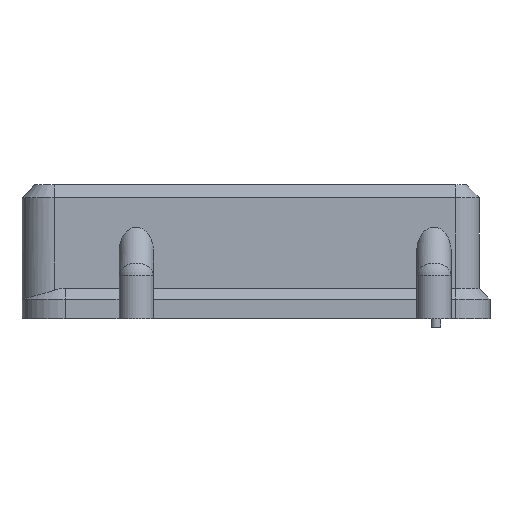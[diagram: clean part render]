
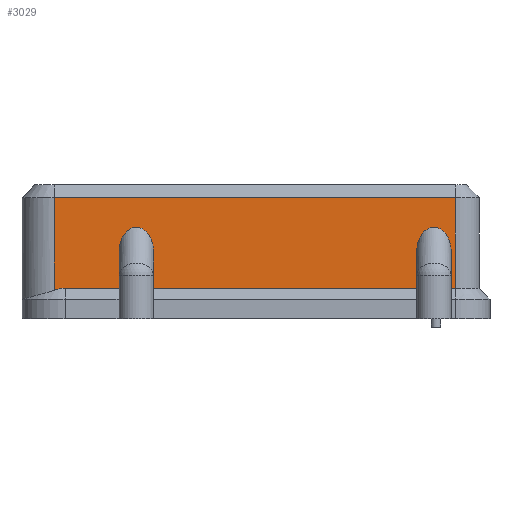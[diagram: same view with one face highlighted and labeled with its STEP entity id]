
A CAD part, left-side view. The second image highlights one B-rep face of the part: STEP entity #3029.
In plain terms, the highlighted planar face has unit normal (-1, 0, 0).
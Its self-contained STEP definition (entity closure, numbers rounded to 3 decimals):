
#33=ELLIPSE('',#3247,5.657,4.);
#34=ELLIPSE('',#3248,5.657,4.);
#41=(
BOUNDED_CURVE()
B_SPLINE_CURVE(2,(#4316,#4317,#4318),.UNSPECIFIED.,.F.,.F.)
B_SPLINE_CURVE_WITH_KNOTS((3,3),(1.078,1.478),
 .UNSPECIFIED.)
CURVE()
GEOMETRIC_REPRESENTATION_ITEM()
RATIONAL_B_SPLINE_CURVE((1.46,1.498,1.5))
REPRESENTATION_ITEM('')
);
#123=PLANE('',#3246);
#247=FACE_OUTER_BOUND('',#424,.T.);
#424=EDGE_LOOP('',(#2203,#2204,#2205,#2206,#2207,#2208,#2209,#2210,#2211,
#2212,#2213,#2214,#2215));
#603=LINE('',#4396,#927);
#610=LINE('',#4411,#934);
#631=LINE('',#4466,#955);
#647=LINE('',#4512,#971);
#648=LINE('',#4514,#972);
#649=LINE('',#4516,#973);
#650=LINE('',#4518,#974);
#651=LINE('',#4521,#975);
#652=LINE('',#4523,#976);
#653=LINE('',#4526,#977);
#927=VECTOR('',#3530,10.);
#934=VECTOR('',#3541,10.);
#955=VECTOR('',#3594,10.);
#971=VECTOR('',#3646,10.);
#972=VECTOR('',#3649,10.);
#973=VECTOR('',#3650,10.);
#974=VECTOR('',#3651,10.);
#975=VECTOR('',#3654,10.);
#976=VECTOR('',#3655,10.);
#977=VECTOR('',#3658,10.);
#1316=VERTEX_POINT('',#4299);
#1319=VERTEX_POINT('',#4314);
#1341=VERTEX_POINT('',#4389);
#1344=VERTEX_POINT('',#4394);
#1347=VERTEX_POINT('',#4404);
#1350=VERTEX_POINT('',#4409);
#1365=VERTEX_POINT('',#4459);
#1368=VERTEX_POINT('',#4464);
#1381=VERTEX_POINT('',#4515);
#1382=VERTEX_POINT('',#4517);
#1383=VERTEX_POINT('',#4519);
#1384=VERTEX_POINT('',#4522);
#1385=VERTEX_POINT('',#4524);
#1613=EDGE_CURVE('',#1316,#1319,#41,.T.);
#1645=EDGE_CURVE('',#1344,#1341,#603,.T.);
#1652=EDGE_CURVE('',#1350,#1347,#610,.T.);
#1679=EDGE_CURVE('',#1368,#1365,#631,.T.);
#1703=EDGE_CURVE('',#1350,#1365,#647,.T.);
#1704=EDGE_CURVE('',#1316,#1368,#648,.T.);
#1705=EDGE_CURVE('',#1381,#1319,#649,.T.);
#1706=EDGE_CURVE('',#1381,#1382,#650,.T.);
#1707=EDGE_CURVE('',#1382,#1383,#33,.T.);
#1708=EDGE_CURVE('',#1383,#1341,#651,.T.);
#1709=EDGE_CURVE('',#1344,#1384,#652,.T.);
#1710=EDGE_CURVE('',#1384,#1385,#34,.T.);
#1711=EDGE_CURVE('',#1385,#1347,#653,.T.);
#2203=ORIENTED_EDGE('',*,*,#1679,.F.);
#2204=ORIENTED_EDGE('',*,*,#1704,.F.);
#2205=ORIENTED_EDGE('',*,*,#1613,.T.);
#2206=ORIENTED_EDGE('',*,*,#1705,.F.);
#2207=ORIENTED_EDGE('',*,*,#1706,.T.);
#2208=ORIENTED_EDGE('',*,*,#1707,.T.);
#2209=ORIENTED_EDGE('',*,*,#1708,.T.);
#2210=ORIENTED_EDGE('',*,*,#1645,.F.);
#2211=ORIENTED_EDGE('',*,*,#1709,.T.);
#2212=ORIENTED_EDGE('',*,*,#1710,.T.);
#2213=ORIENTED_EDGE('',*,*,#1711,.T.);
#2214=ORIENTED_EDGE('',*,*,#1652,.F.);
#2215=ORIENTED_EDGE('',*,*,#1703,.T.);
#3029=ADVANCED_FACE('',(#247),#123,.T.);
#3246=AXIS2_PLACEMENT_3D('',#4513,#3647,#3648);
#3247=AXIS2_PLACEMENT_3D('',#4520,#3652,#3653);
#3248=AXIS2_PLACEMENT_3D('',#4525,#3656,#3657);
#3530=DIRECTION('',(0.,1.,0.));
#3541=DIRECTION('',(0.,1.,0.));
#3594=DIRECTION('',(0.,-1.,0.));
#3646=DIRECTION('',(0.,0.,1.));
#3647=DIRECTION('center_axis',(-1.,0.,0.));
#3648=DIRECTION('ref_axis',(0.,-1.,0.));
#3649=DIRECTION('',(0.,0.,1.));
#3650=DIRECTION('',(0.,1.,0.));
#3651=DIRECTION('',(0.,0.,1.));
#3652=DIRECTION('center_axis',(1.,0.,0.));
#3653=DIRECTION('ref_axis',(0.,0.,1.));
#3654=DIRECTION('',(0.,0.,-1.));
#3655=DIRECTION('',(0.,0.,1.));
#3656=DIRECTION('center_axis',(1.,0.,0.));
#3657=DIRECTION('ref_axis',(0.,0.,1.));
#3658=DIRECTION('',(0.,0.,-1.));
#4299=CARTESIAN_POINT('',(-43.,47.75,3.595));
#4314=CARTESIAN_POINT('',(-43.,45.372,4.));
#4316=CARTESIAN_POINT('Ctrl Pts',(-43.,47.75,3.595));
#4317=CARTESIAN_POINT('Ctrl Pts',(-43.,46.53,3.981));
#4318=CARTESIAN_POINT('Ctrl Pts',(-43.,45.372,4.));
#4389=CARTESIAN_POINT('',(-43.,24.75,4.));
#4394=CARTESIAN_POINT('',(-43.,-36.25,4.));
#4396=CARTESIAN_POINT('',(-43.,24.375,4.));
#4404=CARTESIAN_POINT('',(-43.,-44.25,4.));
#4409=CARTESIAN_POINT('',(-43.,-45.25,4.));
#4411=CARTESIAN_POINT('',(-43.,24.375,4.));
#4459=CARTESIAN_POINT('',(-43.,-45.25,25.));
#4464=CARTESIAN_POINT('',(-43.,47.75,25.));
#4466=CARTESIAN_POINT('',(-43.,25.,25.));
#4512=CARTESIAN_POINT('',(-43.,-45.25,4.));
#4513=CARTESIAN_POINT('Origin',(-43.,47.75,4.));
#4514=CARTESIAN_POINT('',(-43.,47.75,4.));
#4515=CARTESIAN_POINT('',(-43.,32.75,4.));
#4516=CARTESIAN_POINT('',(-43.,24.375,4.));
#4517=CARTESIAN_POINT('',(-43.,32.75,12.5));
#4518=CARTESIAN_POINT('',(-43.,32.75,5.5));
#4519=CARTESIAN_POINT('',(-43.,24.75,12.5));
#4520=CARTESIAN_POINT('Origin',(-43.,28.75,12.5));
#4521=CARTESIAN_POINT('',(-43.,24.75,5.5));
#4522=CARTESIAN_POINT('',(-43.,-36.25,12.5));
#4523=CARTESIAN_POINT('',(-43.,-36.25,5.5));
#4524=CARTESIAN_POINT('',(-43.,-44.25,12.5));
#4525=CARTESIAN_POINT('Origin',(-43.,-40.25,12.5));
#4526=CARTESIAN_POINT('',(-43.,-44.25,5.5));
